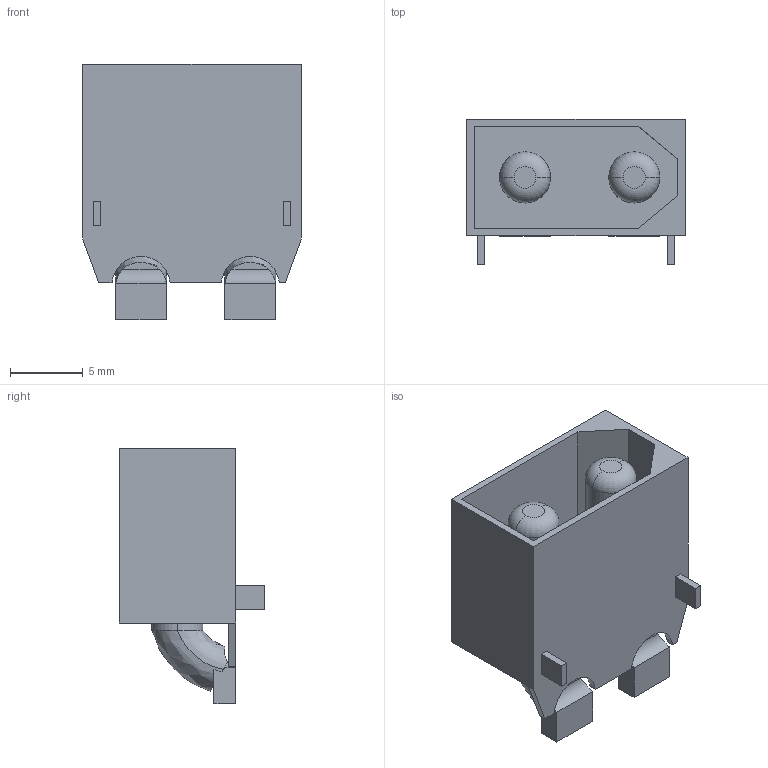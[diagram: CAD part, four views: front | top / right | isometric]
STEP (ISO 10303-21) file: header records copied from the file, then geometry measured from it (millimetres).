
FILE_DESCRIPTION (( 'STEP AP203' ), '1' );
FILE_NAME ('xt60pt v2.STEP', '2016-11-06T06:32:25', ( '' ), ( '' ), 'SwSTEP 2.0', 'SolidWorks 2015', '' );
FILE_SCHEMA (( 'CONFIG_CONTROL_DESIGN' ));
Length unit declared in the file: millimetre
Products named in the file (1): xt60pt v2
Bounding box: 15 x 10 x 17.55 mm (x, y, z)
Volume: 696.1 mm3; surface area: 1694.1 mm2
Topology: 1 solids, 1 shells, 81 faces, 194 edges, 122 vertices
Faces by surface type: plane 57, cylinder 12, bspline 8, torus 4
Entity records: 2533 total; most frequent: CARTESIAN_POINT 600, ORIENTED_EDGE 388, DIRECTION 374, EDGE_CURVE 194, VECTOR 126, LINE 126, AXIS2_PLACEMENT_3D 124, VERTEX_POINT 122
